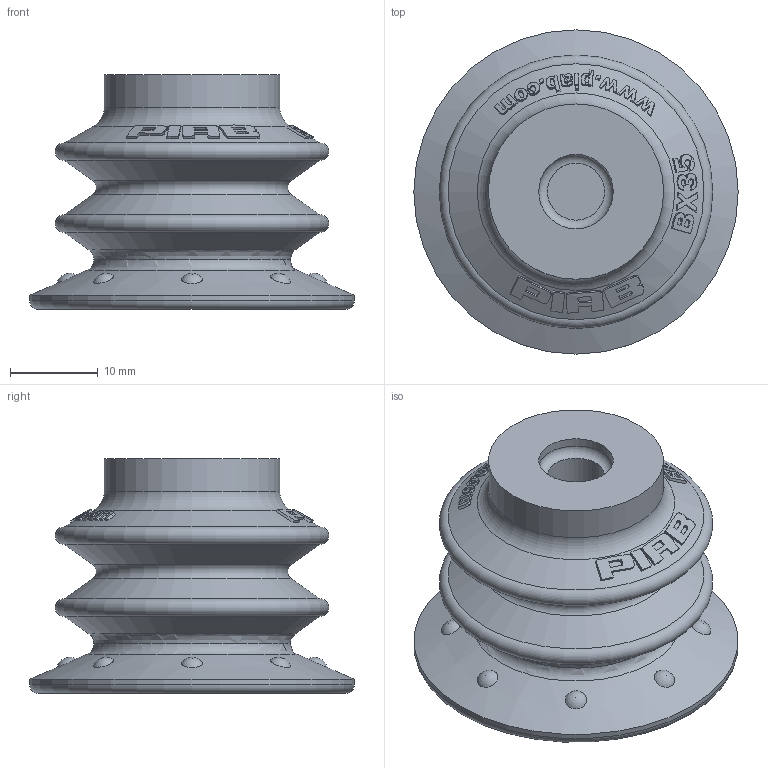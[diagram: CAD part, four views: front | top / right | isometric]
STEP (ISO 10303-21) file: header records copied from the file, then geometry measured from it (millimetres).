
FILE_DESCRIPTION( ( 'Unknown' ), '1' );
FILE_NAME( 'PIAB_ISM_0106619.stp', 'Unknown', ( 'MaK' ), ( 'FALUTEKNIK AB' ), 'XStep 1.0', 'Solid Edge V15', ' ' );
FILE_SCHEMA( ( 'CONFIG_CONTROL_DESIGN' ) );
Length unit declared in the file: millimetre
Products named in the file (2): 0106373
Bounding box: 37 x 37 x 26.8 mm (x, y, z)
Volume: 6909.2 mm3; surface area: 8453.9 mm2
Topology: 2 solids, 2 shells, 352 faces, 934 edges, 617 vertices
Faces by surface type: plane 185, extrusion 79, cone 38, cylinder 23, torus 19, sphere 8
Full cylindrical faces by diameter (mm): 6.5 x1, 8.5 x1, 10 x1, 11 x1, 15.6 x1, 20 x1, 37 x1
Entity records: 12714 total; most frequent: CARTESIAN_POINT 5128, ORIENTED_EDGE 1744, DIRECTION 1052, EDGE_CURVE 872, VERTEX_POINT 596, B_SPLINE_CURVE_WITH_KNOTS 583, EDGE_LOOP 426, VECTOR 392
